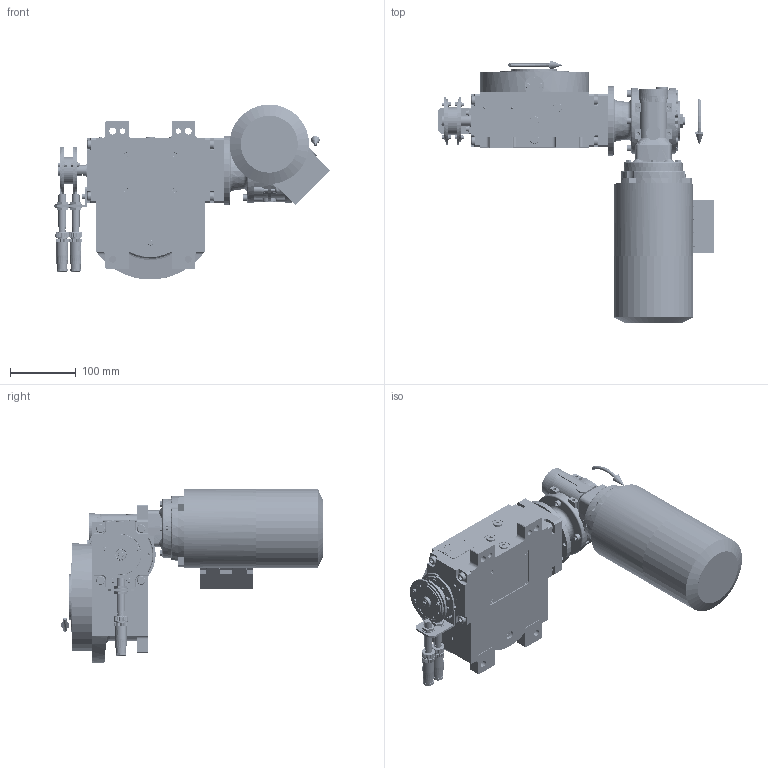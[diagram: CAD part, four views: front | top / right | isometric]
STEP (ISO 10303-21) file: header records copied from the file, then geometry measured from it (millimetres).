
FILE_DESCRIPTION (( 'STEP AP203' ), '1' );
FILE_NAME ('PC5201696.step', '2025-11-26T15:04:32', ( '' ), ( '' ), 'SwSTEP 2.0', 'SolidWorks 2020', '' );
FILE_SCHEMA (( 'CONFIG_CONTROL_DESIGN' ));
Length unit declared in the file: millimetre
Products named in the file (77): AS_900_38_10_028; AS_cfn2400_04_024; 900_00_00_005; rig04_015; cfn2003_01_063; cfn2128_04_011; rig06_021; AS_rig04_004; rig04_005; cfn2203_02_001; cfn2070_05_001; rig04_007_master; AS_900_00_00_005; AS_900_38_30_003; cfn2151_01_087; cfn2104_01_016; cfn2077_01_018; cfn2155_01_007; cfn2073_01_011; AS_cfn2476_01_001_48x38; cfn2000_01_129; cfn2115_02_182; rig04_002_bl_004; cfn2128_05_006; AS_rig04_002_bl_004; AS_rig04_015; rig04_004; 900_38_10_028; PC5201696; cfn2000_01_161; cfn2151_01_092; rig04_001_a; 900_38_30_003; cfn2276_01_065; cfn2000_01_185; AS_rig04_071_10_m; cfn2205_01_012; cfn2476_01_001_48x38; BM63B14; cfn2010_02_002 ...
Assembly tree (81 placements, depth 3):
  cfn2203_02_001
  rig04_007_master
  cfn2151_01_087
  cfn2077_01_018
  PC5201696
    rig04_001_a
    AS_cfn2476_01_001_48x38
      cfn2476_01_001_48x38
      cfn2107_01_001
      cfn2107_01_001
    AS_rig04_071_10_m
      rig04_005
      rig04_003_10
      cfn2155_01_007
      rig06_021
      cfn2010_02_002
      cfn2000_01_185
      cfn2000_01_185
      cfn2104_02_017
      cfn2000_01_147  x8
      cfn2104_01_016  x2
    cfn2073_01_011
    AS_rig04_004_s_002
      rig04_004_s_002
      cfn2155_01_038
      cfn2070_05_001
      cfn2000_01_129
      cfn2000_01_129  x2
      cfn2000_01_129
    AS_rig04_004
      rig04_004
      cfn2155_01_055
      cfn2070_05_001
      cfn2000_01_129  x2
      cfn2000_01_129
      cfn2000_01_129
    AS_rig04_002_bl_004
      rig04_002_bl_004
      cfn2115_02_182
    AS_rig04_004_s_001
      rig04_004_s_001
      cfn2000_01_129
      cfn2000_01_129
      cfn2000_01_129  x2
    cfn2128_04_011
    cfn2128_04_011
    cfn2128_04_011
    cfn2128_05_006
    AS_rig04_015
      rig04_015
      cfn2003_01_063
      cfn2003_01_063
      cfn2003_01_063
      cfn2003_01_063
    freccia_angolare_albero
    freccia_angolare
    AS_900_38_30_003
      900_38_30_003
      cfn2000_01_161
    RMI40_F1_LCB_SX_63B14
Bounding box: 420.63 x 399.49 x 266.38 mm (x, y, z)
Volume: 4795458.2 mm3; surface area: 753920.3 mm2
Topology: 84 solids, 84 shells, 5946 faces, 15099 edges, 9601 vertices
Faces by surface type: plane 2751, cylinder 2027, cone 981, torus 163, bspline 18, sphere 6
Entity records: 159066 total; most frequent: CARTESIAN_POINT 38276, DIRECTION 23826, ORIENTED_EDGE 23332, EDGE_CURVE 11666, AXIS2_PLACEMENT_3D 8788, VERTEX_POINT 7495, LINE 6250, VECTOR 6250
